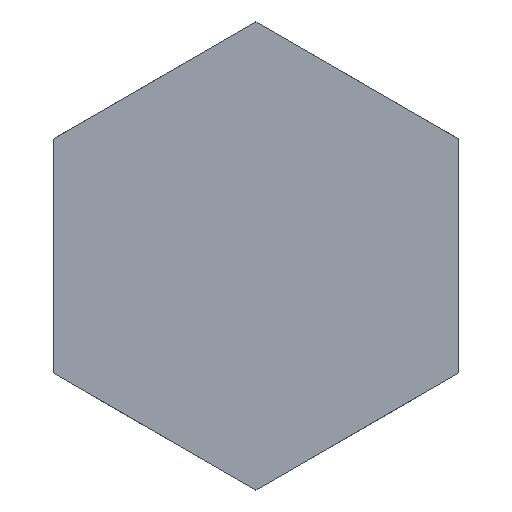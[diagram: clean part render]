
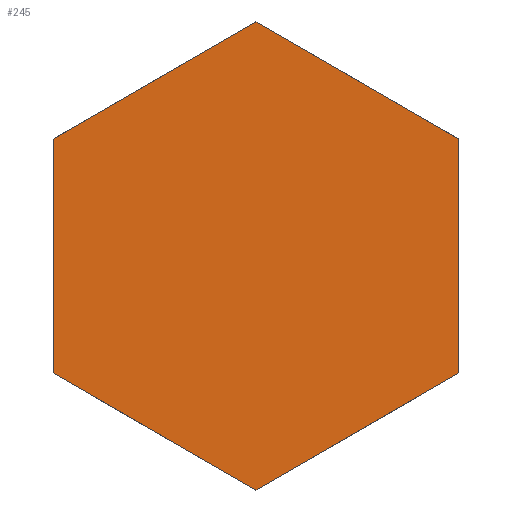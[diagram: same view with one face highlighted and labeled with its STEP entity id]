
A CAD part, left-side view. The second image highlights one B-rep face of the part: STEP entity #245.
In plain terms, the highlighted planar face has unit normal (-1, 0, 0).
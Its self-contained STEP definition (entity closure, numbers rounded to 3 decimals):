
#4 = CARTESIAN_POINT ( 'NONE',  ( 26.709, 36.415, 19.086 ) ) ;
#37 = CARTESIAN_POINT ( 'NONE',  ( 26.709, 30.472, 22.518 ) ) ;
#48 = AXIS2_PLACEMENT_3D ( 'NONE', #69, #438, #966 ) ;
#69 = CARTESIAN_POINT ( 'NONE',  ( 26.709, 28.292, 23.891 ) ) ;
#103 = EDGE_CURVE ( 'NONE', #796, #1081, #594, .T. ) ;
#105 = CARTESIAN_POINT ( 'NONE',  ( 26.709, 36.415, 21.374 ) ) ;
#142 = EDGE_CURVE ( 'NONE', #796, #964, #844, .T. ) ;
#150 = CARTESIAN_POINT ( 'NONE',  ( 26.709, 28.49, 19.086 ) ) ;
#167 = CARTESIAN_POINT ( 'NONE',  ( 26.709, 28.49, 21.374 ) ) ;
#181 = CARTESIAN_POINT ( 'NONE',  ( 26.709, 36.415, 16.799 ) ) ;
#202 = ORIENTED_EDGE ( 'NONE', *, *, #142, .F. ) ;
#222 = DIRECTION ( 'NONE',  ( 0., 0.866, -0.5 ) ) ;
#233 = CARTESIAN_POINT ( 'NONE',  ( 26.709, 32.453, 23.662 ) ) ;
#245 = ADVANCED_FACE ( 'F1', ( #330 ), #902, .T. ) ;
#254 = LINE ( 'NONE', #150, #779 ) ;
#258 = EDGE_CURVE ( 'NONE', #964, #1056, #254, .T. ) ;
#296 = VECTOR ( 'NONE', #1085, 1000. ) ;
#317 = CARTESIAN_POINT ( 'NONE',  ( 26.709, 32.453, 23.662 ) ) ;
#330 = FACE_OUTER_BOUND ( 'NONE', #722, .T. ) ;
#355 = ORIENTED_EDGE ( 'NONE', *, *, #490, .T. ) ;
#380 = ORIENTED_EDGE ( 'NONE', *, *, #656, .T. ) ;
#394 = VECTOR ( 'NONE', #669, 1000. ) ;
#434 = LINE ( 'NONE', #978, #296 ) ;
#438 = DIRECTION ( 'NONE',  ( -1., 0., 0. ) ) ;
#490 = EDGE_CURVE ( 'NONE', #1081, #946, #644, .T. ) ;
#496 = CARTESIAN_POINT ( 'NONE',  ( 26.709, 36.415, 16.799 ) ) ;
#519 = ORIENTED_EDGE ( 'NONE', *, *, #258, .F. ) ;
#594 = LINE ( 'NONE', #317, #701 ) ;
#625 = DIRECTION ( 'NONE',  ( 0., 0., -1. ) ) ;
#644 = LINE ( 'NONE', #4, #1153 ) ;
#656 = EDGE_CURVE ( 'NONE', #946, #767, #947, .T. ) ;
#669 = DIRECTION ( 'NONE',  ( 0., -0.866, -0.5 ) ) ;
#701 = VECTOR ( 'NONE', #222, 1000. ) ;
#722 = EDGE_LOOP ( 'NONE', ( #355, #380, #1068, #519, #202, #1061 ) ) ;
#767 = VERTEX_POINT ( 'NONE', #775 ) ;
#775 = CARTESIAN_POINT ( 'NONE',  ( 26.709, 32.453, 14.511 ) ) ;
#779 = VECTOR ( 'NONE', #625, 1000. ) ;
#782 = EDGE_CURVE ( 'NONE', #1056, #767, #434, .T. ) ;
#796 = VERTEX_POINT ( 'NONE', #233 ) ;
#844 = LINE ( 'NONE', #37, #1171 ) ;
#874 = DIRECTION ( 'NONE',  ( 0., -0.866, -0.5 ) ) ;
#902 = PLANE ( 'NONE',  #48 ) ;
#945 = CARTESIAN_POINT ( 'NONE',  ( 26.709, 28.49, 16.799 ) ) ;
#946 = VERTEX_POINT ( 'NONE', #181 ) ;
#947 = LINE ( 'NONE', #496, #394 ) ;
#964 = VERTEX_POINT ( 'NONE', #167 ) ;
#966 = DIRECTION ( 'NONE',  ( 0., 1., 0. ) ) ;
#978 = CARTESIAN_POINT ( 'NONE',  ( 26.709, 30.472, 15.655 ) ) ;
#1056 = VERTEX_POINT ( 'NONE', #945 ) ;
#1061 = ORIENTED_EDGE ( 'NONE', *, *, #103, .T. ) ;
#1068 = ORIENTED_EDGE ( 'NONE', *, *, #782, .F. ) ;
#1081 = VERTEX_POINT ( 'NONE', #105 ) ;
#1085 = DIRECTION ( 'NONE',  ( 0., 0.866, -0.5 ) ) ;
#1108 = DIRECTION ( 'NONE',  ( 0., 0., -1. ) ) ;
#1153 = VECTOR ( 'NONE', #1108, 1000. ) ;
#1171 = VECTOR ( 'NONE', #874, 1000. ) ;
